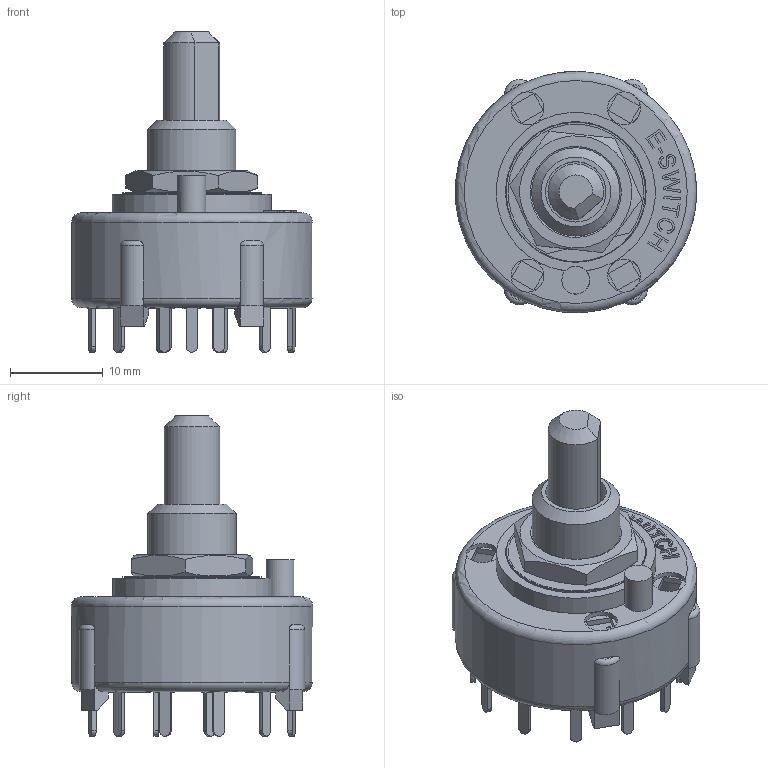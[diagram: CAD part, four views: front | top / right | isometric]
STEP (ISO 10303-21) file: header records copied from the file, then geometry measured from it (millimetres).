
FILE_DESCRIPTION((' '),'2;1');
FILE_NAME('KC34A9.501xPx.stp.stp','2017-07-31T08:50:21',(' '),(' '),' ','ACIS',' ');
FILE_SCHEMA(('CONFIG_CONTROL_DESIGN'));
Length unit declared in the file: inch
Products named in the file (1): KC34A9.501xPx.stp.stp
Bounding box: 25.96 x 25.98 x 34.5 mm (x, y, z)
Volume: 3106.5 mm3; surface area: 5041.1 mm2
Topology: 1 solids, 2 shells, 724 faces, 1962 edges, 1276 vertices
Faces by surface type: plane 506, bspline 156, cylinder 43, torus 13, cone 6
Full cylindrical faces by diameter (mm): 3 x1, 3.55 x4, 6.5 x1, 9.5 x2, 10.25 x1, 10.312 x1, 15 x1, 15.15 x1, 24 x1, 26 x1
Entity records: 23543 total; most frequent: CARTESIAN_POINT 6331, ORIENTED_EDGE 3862, DIRECTION 2846, EDGE_CURVE 1931, VECTOR 1454, LINE 1454, VERTEX_POINT 1265, EDGE_LOOP 838
